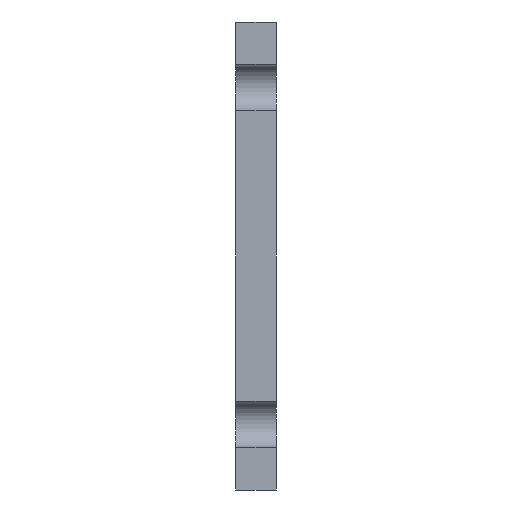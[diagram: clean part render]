
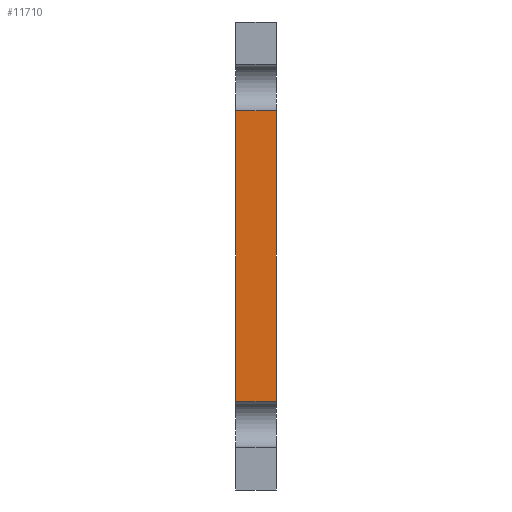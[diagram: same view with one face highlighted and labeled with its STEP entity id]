
A CAD part, left-side view. The second image highlights one B-rep face of the part: STEP entity #11710.
In plain terms, the highlighted planar face has unit normal (-1, 0, 0).
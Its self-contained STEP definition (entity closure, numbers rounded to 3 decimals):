
#182 = DIRECTION ( 'NONE',  ( 0., 1., 0. ) ) ;
#566 = CARTESIAN_POINT ( 'NONE',  ( -44.5, 6., -35. ) ) ;
#645 = EDGE_CURVE ( 'NONE', #15073, #11899, #6816, .T. ) ;
#942 = VECTOR ( 'NONE', #9248, 1000. ) ;
#958 = VECTOR ( 'NONE', #14055, 1000. ) ;
#1121 = EDGE_CURVE ( 'NONE', #15073, #9634, #14819, .T. ) ;
#1323 = AXIS2_PLACEMENT_3D ( 'NONE', #10345, #5402, #14082 ) ;
#1980 = VECTOR ( 'NONE', #182, 1000. ) ;
#3172 = EDGE_LOOP ( 'NONE', ( #13608, #7469, #7803, #3998 ) ) ;
#3564 = VECTOR ( 'NONE', #15478, 1000. ) ;
#3998 = ORIENTED_EDGE ( 'NONE', *, *, #645, .T. ) ;
#4222 = LINE ( 'NONE', #566, #942 ) ;
#4237 = LINE ( 'NONE', #11546, #958 ) ;
#5298 = CARTESIAN_POINT ( 'NONE',  ( -44.5, -0.001, -21.7 ) ) ;
#5402 = DIRECTION ( 'NONE',  ( 1., 0., 0. ) ) ;
#5673 = CARTESIAN_POINT ( 'NONE',  ( -44.5, 0., 21.7 ) ) ;
#6816 = LINE ( 'NONE', #6835, #3564 ) ;
#6835 = CARTESIAN_POINT ( 'NONE',  ( -44.5, 0., -35. ) ) ;
#7469 = ORIENTED_EDGE ( 'NONE', *, *, #9135, .F. ) ;
#7803 = ORIENTED_EDGE ( 'NONE', *, *, #1121, .F. ) ;
#8870 = EDGE_CURVE ( 'NONE', #11899, #14053, #4237, .T. ) ;
#9135 = EDGE_CURVE ( 'NONE', #9634, #14053, #4222, .T. ) ;
#9248 = DIRECTION ( 'NONE',  ( 0., 0., 1. ) ) ;
#9634 = VERTEX_POINT ( 'NONE', #12995 ) ;
#10345 = CARTESIAN_POINT ( 'NONE',  ( -44.5, 6., -35. ) ) ;
#11546 = CARTESIAN_POINT ( 'NONE',  ( -44.5, -0.001, 21.7 ) ) ;
#11710 = ADVANCED_FACE ( 'NONE', ( #15916 ), #15266, .F. ) ;
#11899 = VERTEX_POINT ( 'NONE', #5673 ) ;
#12995 = CARTESIAN_POINT ( 'NONE',  ( -44.5, 6., -21.7 ) ) ;
#13608 = ORIENTED_EDGE ( 'NONE', *, *, #8870, .T. ) ;
#13642 = CARTESIAN_POINT ( 'NONE',  ( -44.5, 0., -21.7 ) ) ;
#13928 = CARTESIAN_POINT ( 'NONE',  ( -44.5, 6., 21.7 ) ) ;
#14053 = VERTEX_POINT ( 'NONE', #13928 ) ;
#14055 = DIRECTION ( 'NONE',  ( 0., 1., 0. ) ) ;
#14082 = DIRECTION ( 'NONE',  ( 0., 0., -1. ) ) ;
#14819 = LINE ( 'NONE', #5298, #1980 ) ;
#15073 = VERTEX_POINT ( 'NONE', #13642 ) ;
#15266 = PLANE ( 'NONE',  #1323 ) ;
#15478 = DIRECTION ( 'NONE',  ( 0., 0., 1. ) ) ;
#15916 = FACE_OUTER_BOUND ( 'NONE', #3172, .T. ) ;
